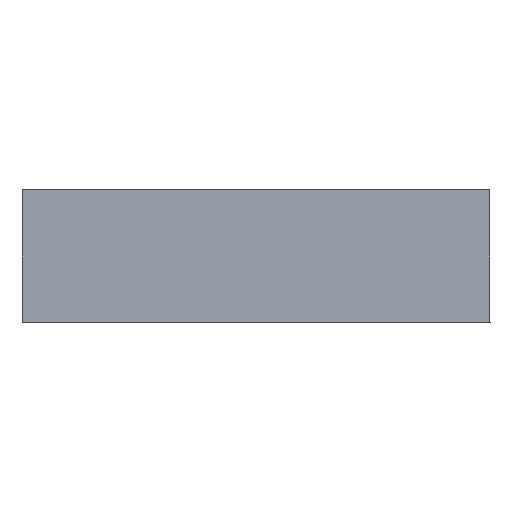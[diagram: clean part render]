
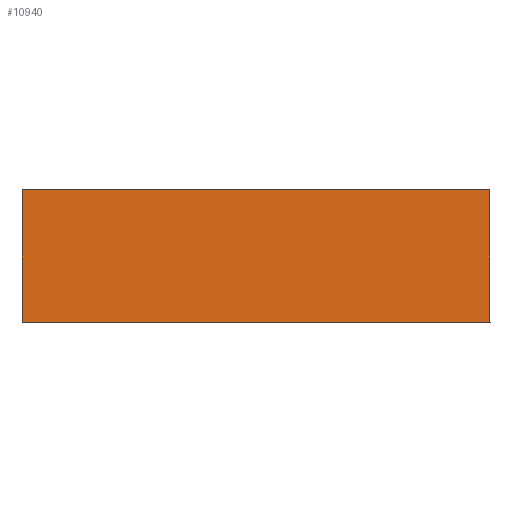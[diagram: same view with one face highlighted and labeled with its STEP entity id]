
A CAD part, top view. The second image highlights one B-rep face of the part: STEP entity #10940.
In plain terms, the highlighted planar face has unit normal (0, 0, 1).
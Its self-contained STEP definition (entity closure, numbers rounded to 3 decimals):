
#169=DIRECTION('',(1.,0.,0.));
#170=VECTOR('',#169,2018.229);
#171=CARTESIAN_POINT('',(-1009.115,-286.115,0.));
#172=LINE('',#171,#170);
#176=DIRECTION('',(0.,-1.,0.));
#177=VECTOR('',#176,572.229);
#178=CARTESIAN_POINT('',(-1009.115,286.115,0.));
#179=LINE('',#178,#177);
#183=DIRECTION('',(-1.,0.,0.));
#184=VECTOR('',#183,2018.229);
#185=CARTESIAN_POINT('',(1009.115,286.115,0.));
#186=LINE('',#185,#184);
#190=DIRECTION('',(0.,1.,0.));
#191=VECTOR('',#190,572.229);
#192=CARTESIAN_POINT('',(1009.115,-286.115,0.));
#193=LINE('',#192,#191);
#314=CARTESIAN_POINT('',(-1009.115,-286.115,0.));
#444=CARTESIAN_POINT('',(1009.115,-286.115,0.));
#574=CARTESIAN_POINT('',(1009.115,286.115,0.));
#643=CARTESIAN_POINT('',(-1009.115,286.115,0.));
#10118=VERTEX_POINT('',#643);
#10121=VERTEX_POINT('',#574);
#10124=VERTEX_POINT('',#444);
#10127=VERTEX_POINT('',#314);
#10925=CARTESIAN_POINT('',(0.,0.,0.));
#10926=DIRECTION('',(0.,0.,1.));
#10927=DIRECTION('',(1.,0.,0.));
#10928=AXIS2_PLACEMENT_3D('',#10925,#10926,#10927);
#10929=PLANE('',#10928);
#10931=ORIENTED_EDGE('',*,*,#10930,.F.);
#10933=ORIENTED_EDGE('',*,*,#10932,.F.);
#10935=ORIENTED_EDGE('',*,*,#10934,.F.);
#10937=ORIENTED_EDGE('',*,*,#10936,.F.);
#10938=EDGE_LOOP('',(#10931,#10933,#10935,#10937));
#10939=FACE_OUTER_BOUND('',#10938,.F.);
#10930=EDGE_CURVE('',#10127,#10124,#172,.T.);
#10932=EDGE_CURVE('',#10118,#10127,#179,.T.);
#10934=EDGE_CURVE('',#10121,#10118,#186,.T.);
#10936=EDGE_CURVE('',#10124,#10121,#193,.T.);
#10940=ADVANCED_FACE('',(#10939),#10929,.T.);
